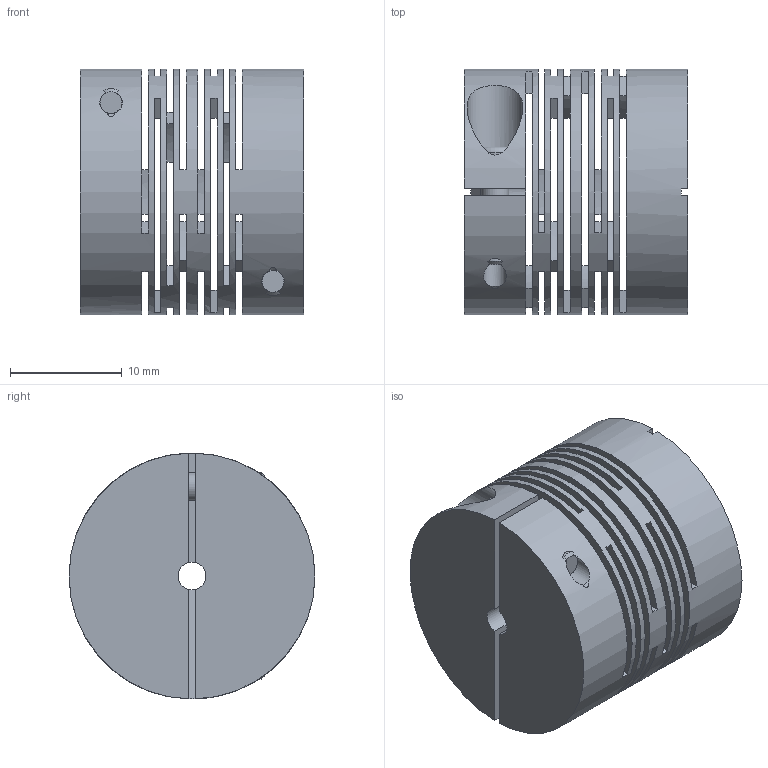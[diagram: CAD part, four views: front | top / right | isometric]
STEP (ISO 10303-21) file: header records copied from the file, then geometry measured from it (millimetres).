
FILE_DESCRIPTION( ( 'STEP AP203' ), '1' );
FILE_NAME( '23010-1022_2_03.stp', ' ', ( ' ' ), ( ' ' ), 'PSStep 15.0.47', 'PARTsolutions', ' ' );
FILE_SCHEMA( ( 'CONFIG_CONTROL_DESIGN' ) );
Length unit declared in the file: millimetre
Products named in the file (1): _23010-1022
Bounding box: 20 x 22 x 22 mm (x, y, z)
Volume: 4487.4 mm3; surface area: 5004.3 mm2
Topology: 1 solids, 1 shells, 120 faces, 367 edges, 244 vertices
Faces by surface type: plane 98, cylinder 16, cone 4, torus 2
Full cylindrical faces by diameter (mm): 2.5 x2, 2.9 x2, 4.5 x2, 5 x2, 18 x1, 22 x1
Entity records: 4072 total; most frequent: CARTESIAN_POINT 897, DIRECTION 646, ORIENTED_EDGE 628, EDGE_CURVE 314, AXIS2_PLACEMENT_3D 225, VERTEX_POINT 216, LINE 196, VECTOR 196
